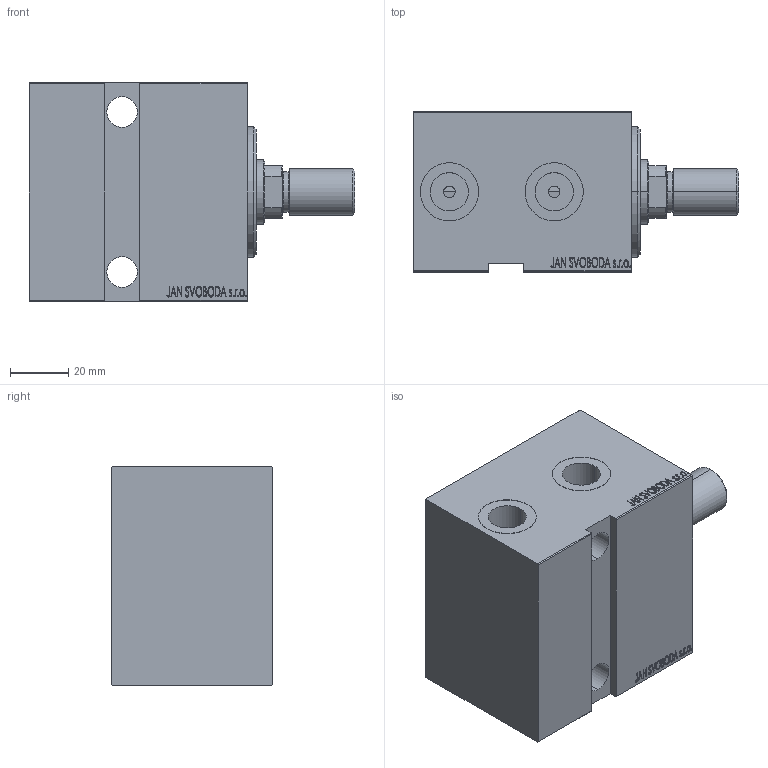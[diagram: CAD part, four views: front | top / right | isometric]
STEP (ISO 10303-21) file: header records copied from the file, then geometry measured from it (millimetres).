
FILE_DESCRIPTION (( 'STEP AP203' ), '1' );
FILE_NAME ('1949.STEP', '2021-04-19T12:16:17', ( '' ), ( '' ), 'SwSTEP 2.0', 'SolidWorks 2019', '' );
FILE_SCHEMA (( 'CONFIG_CONTROL_DESIGN' ));
Length unit declared in the file: millimetre
Products named in the file (5): V450CM_E a8ad0a530ad53312f0881a7fc42be19b; V450CM_MALE_METRIC a8ad0a530ad53312f0881a7fc42be19b; 1949; V450CM_E_VCP a8ad0a530ad53312f0881a7fc42be19b; V450CM_VC_B a8ad0a530ad53312f0881a7fc42be19b
Assembly tree (4 placements, depth 2):
  1949
    V450CM_E a8ad0a530ad53312f0881a7fc42be19b
    V450CM_E_VCP a8ad0a530ad53312f0881a7fc42be19b
    V450CM_VC_B a8ad0a530ad53312f0881a7fc42be19b
    V450CM_MALE_METRIC a8ad0a530ad53312f0881a7fc42be19b
Bounding box: 112 x 55 x 75 mm (x, y, z)
Volume: 288041.7 mm3; surface area: 55735.2 mm2
Topology: 4 solids, 4 shells, 859 faces, 2204 edges, 1459 vertices
Faces by surface type: plane 411, bspline 380, cylinder 48, cone 18, torus 2
Entity records: 43383 total; most frequent: CARTESIAN_POINT 24495, ORIENTED_EDGE 4404, DIRECTION 2518, EDGE_CURVE 2202, VERTEX_POINT 1459, LINE 1314, VECTOR 1314, EDGE_LOOP 977
